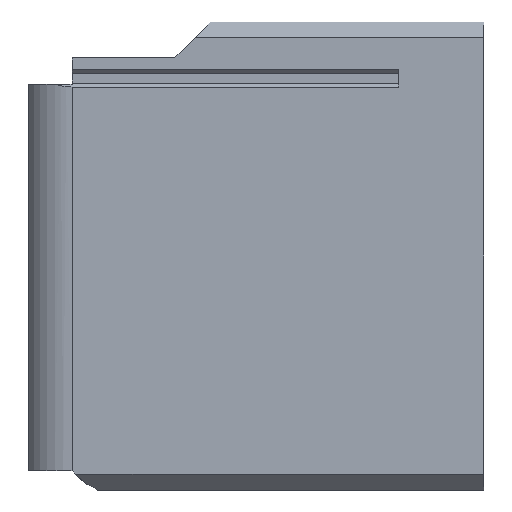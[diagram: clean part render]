
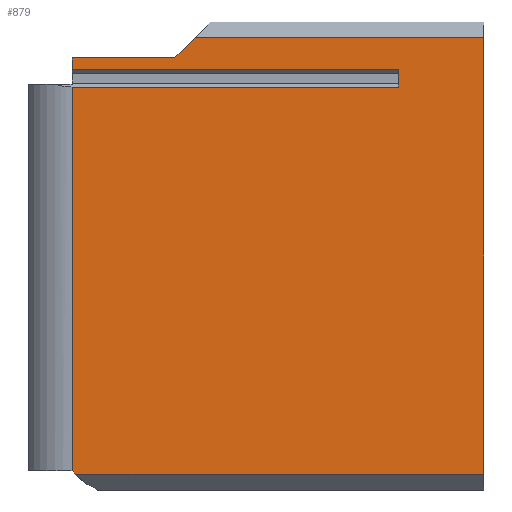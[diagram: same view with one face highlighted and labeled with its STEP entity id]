
A CAD part, left-side view. The second image highlights one B-rep face of the part: STEP entity #879.
In plain terms, the highlighted planar face has unit normal (-1, 0, 0).
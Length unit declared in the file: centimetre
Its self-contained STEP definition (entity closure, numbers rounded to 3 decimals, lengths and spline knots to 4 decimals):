
#139=VERTEX_POINT('',#1193);
#140=VERTEX_POINT('',#1195);
#143=VERTEX_POINT('',#1203);
#144=VERTEX_POINT('',#1205);
#149=VERTEX_POINT('',#1217);
#150=VERTEX_POINT('',#1220);
#151=VERTEX_POINT('',#1222);
#152=VERTEX_POINT('',#1224);
#153=VERTEX_POINT('',#1226);
#154=VERTEX_POINT('',#1228);
#155=VERTEX_POINT('',#1230);
#225=VECTOR('',#1004,1.);
#230=VECTOR('',#1010,1.);
#237=VECTOR('',#1018,1.);
#238=VECTOR('',#1020,1.);
#239=VECTOR('',#1021,1.);
#240=VECTOR('',#1022,1.);
#241=VECTOR('',#1023,1.);
#242=VECTOR('',#1024,1.);
#243=VECTOR('',#1025,1.);
#244=VECTOR('',#1026,1.);
#324=LINE('',#1194,#225);
#329=LINE('',#1204,#230);
#336=LINE('',#1218,#237);
#337=LINE('',#1221,#238);
#338=LINE('',#1223,#239);
#339=LINE('',#1225,#240);
#340=LINE('',#1227,#241);
#341=LINE('',#1229,#242);
#342=LINE('',#1231,#243);
#343=LINE('',#1232,#244);
#424=EDGE_CURVE('',#139,#140,#324,.T.);
#429=EDGE_CURVE('',#143,#144,#329,.T.);
#436=EDGE_CURVE('',#149,#143,#336,.T.);
#437=EDGE_CURVE('',#150,#139,#329,.T.);
#438=EDGE_CURVE('',#150,#151,#337,.T.);
#439=EDGE_CURVE('',#152,#151,#338,.T.);
#440=EDGE_CURVE('',#152,#153,#339,.T.);
#441=EDGE_CURVE('',#154,#153,#340,.T.);
#442=EDGE_CURVE('',#154,#155,#341,.T.);
#443=EDGE_CURVE('',#155,#144,#342,.T.);
#444=EDGE_CURVE('',#140,#149,#343,.T.);
#575=ORIENTED_EDGE('',*,*,#424,.F.);
#576=ORIENTED_EDGE('',*,*,#437,.F.);
#577=ORIENTED_EDGE('',*,*,#438,.T.);
#578=ORIENTED_EDGE('',*,*,#439,.F.);
#579=ORIENTED_EDGE('',*,*,#440,.T.);
#580=ORIENTED_EDGE('',*,*,#441,.F.);
#581=ORIENTED_EDGE('',*,*,#442,.T.);
#582=ORIENTED_EDGE('',*,*,#443,.T.);
#583=ORIENTED_EDGE('',*,*,#429,.F.);
#584=ORIENTED_EDGE('',*,*,#436,.F.);
#585=ORIENTED_EDGE('',*,*,#444,.F.);
#781=EDGE_LOOP('',(#575,#576,#577,#578,#579,#580,#581,#582,#583,#584,#585));
#830=FACE_BOUND('',#781,.T.);
#879=ADVANCED_FACE('',(#830),#1389,.F.);
#926=AXIS2_PLACEMENT_3D('',#1219,#1019,$);
#1004=DIRECTION('',(0.,-1.,0.));
#1010=DIRECTION('',(0.,0.,1.));
#1018=DIRECTION('',(0.,1.,0.));
#1019=DIRECTION('',(1.,0.,0.));
#1020=DIRECTION('',(0.,-0.707,-0.707));
#1021=DIRECTION('',(0.,1.,0.));
#1022=DIRECTION('',(0.,0.,1.));
#1023=DIRECTION('',(0.,-1.,0.));
#1024=DIRECTION('',(0.,0.707,-0.707));
#1025=DIRECTION('',(0.,1.,0.));
#1026=DIRECTION('',(0.,0.,1.));
#1193=CARTESIAN_POINT('',(-1.325,0.,-1.675));
#1194=CARTESIAN_POINT('',(-1.325,-4.75,-1.675));
#1195=CARTESIAN_POINT('',(-1.325,-8.4,-1.675));
#1203=CARTESIAN_POINT('',(-1.325,0.,-1.225));
#1204=CARTESIAN_POINT('',(-1.325,0.,0.));
#1205=CARTESIAN_POINT('',(-1.325,0.,-0.925));
#1217=CARTESIAN_POINT('',(-1.325,-8.4,-1.225));
#1218=CARTESIAN_POINT('',(-1.325,-4.75,-1.225));
#1219=CARTESIAN_POINT('',(-1.325,-5.3,-6.025));
#1220=CARTESIAN_POINT('',(-1.325,0.,-11.55));
#1221=CARTESIAN_POINT('',(-1.325,-0.0935,-11.6435));
#1222=CARTESIAN_POINT('',(-1.325,-0.1,-11.65));
#1223=CARTESIAN_POINT('',(-1.325,-2.65,-11.65));
#1224=CARTESIAN_POINT('',(-1.325,-10.6,-11.65));
#1225=CARTESIAN_POINT('',(-1.325,-10.6,-12.05));
#1226=CARTESIAN_POINT('',(-1.325,-10.6,-0.4));
#1227=CARTESIAN_POINT('',(-1.325,-2.65,-0.4));
#1228=CARTESIAN_POINT('',(-1.325,-3.175,-0.4));
#1229=CARTESIAN_POINT('',(-1.325,-2.4059,-1.1691));
#1230=CARTESIAN_POINT('',(-1.325,-2.65,-0.925));
#1231=CARTESIAN_POINT('',(-1.325,-3.3125,-0.925));
#1232=CARTESIAN_POINT('',(-1.325,-8.4,-3.7375));
#1389=PLANE('',#926);
